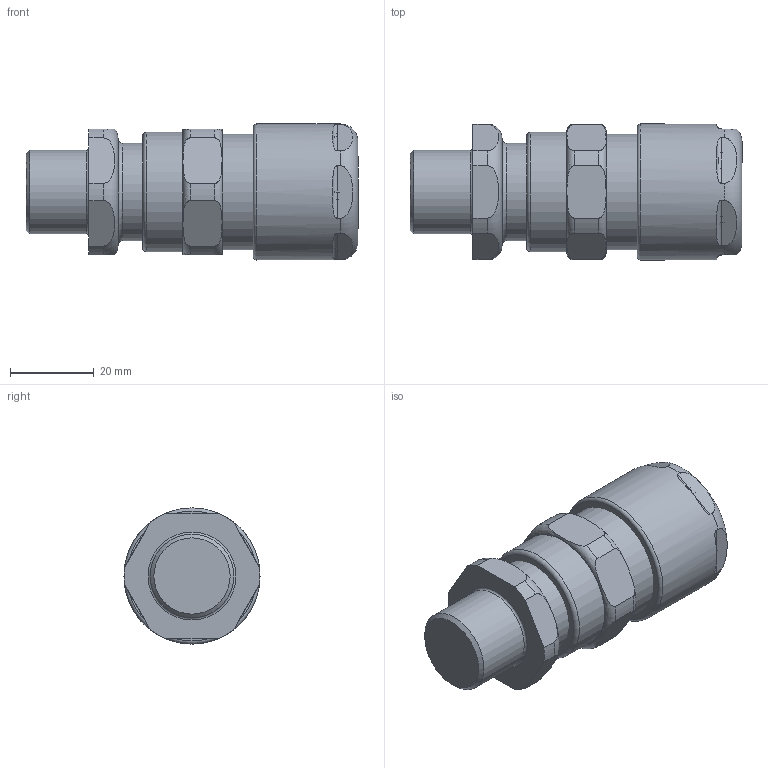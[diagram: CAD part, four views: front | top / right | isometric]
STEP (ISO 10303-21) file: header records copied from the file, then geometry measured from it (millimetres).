
FILE_DESCRIPTION(/* description */ (''),/* implementation_level */ '2;1');
FILE_NAME(/* name */ '153 RAC L A.stp',/* time_stamp */ '2021-05-09T23:25:03+06:00',/* author */ ('vinaykumark'),/* organization */ (''),/* preprocessor_version */ 'ST-DEVELOPER v18',/* originating_system */ 'Autodesk Inventor 2020',/* authorisation */ '');
FILE_SCHEMA (('AUTOMOTIVE_DESIGN { 1 0 10303 214 3 1 1 }'));
Length unit declared in the file: inch
Products named in the file (1): 153 RAC L A
Bounding box: 79.3 x 32.5 x 32.5 mm (x, y, z)
Volume: 73316.3 mm3; surface area: 25576.7 mm2
Topology: 10 solids, 10 shells, 527 faces, 1450 edges, 947 vertices
Faces by surface type: plane 164, torus 157, cylinder 111, cone 95
Full cylindrical faces by diameter (mm): 14.3 x1, 20 x1, 20.75 x1, 20.9 x2, 21 x1, 23 x2, 23.3 x1, 23.5 x1, 24.5 x1, 25.4 x1, 27.7 x1, 28.5 x1, 28.55 x1, 30 x1, 32.5 x1
Entity records: 20497 total; most frequent: CARTESIAN_POINT 7008, ORIENTED_EDGE 2900, DIRECTION 2628, EDGE_CURVE 1450, AXIS2_PLACEMENT_3D 1139, VERTEX_POINT 947, CIRCLE 611, STYLED_ITEM 536
